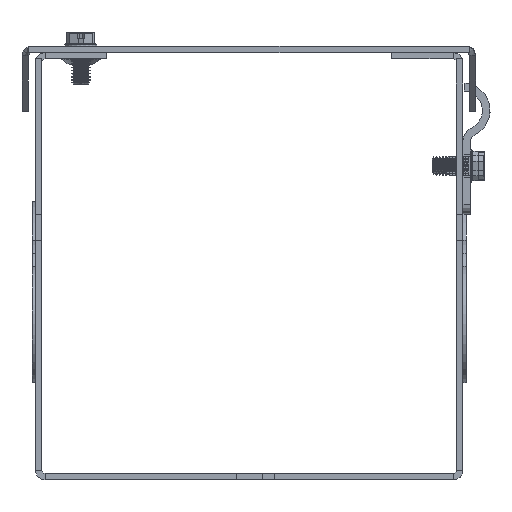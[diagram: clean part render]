
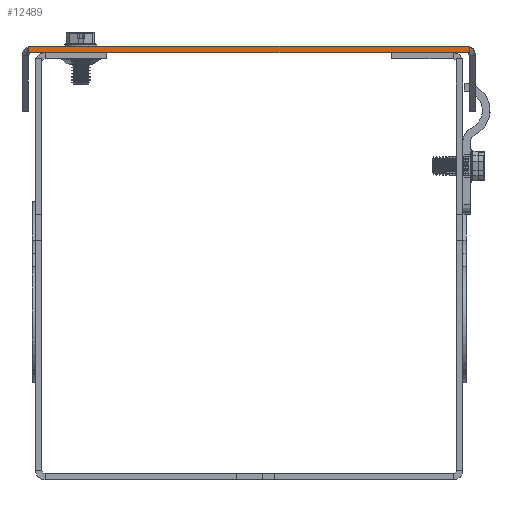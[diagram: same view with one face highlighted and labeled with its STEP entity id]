
A CAD part, left-side view. The second image highlights one B-rep face of the part: STEP entity #12489.
In plain terms, the highlighted face is planar.
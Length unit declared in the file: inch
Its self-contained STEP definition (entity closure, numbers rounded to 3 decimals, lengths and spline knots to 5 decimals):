
#1018=LINE('',#20933,#1739);
#1027=LINE('',#20951,#1748);
#1046=LINE('',#20990,#1767);
#1048=LINE('',#20995,#1769);
#1739=VECTOR('',#17026,4.255);
#1748=VECTOR('',#17043,4.255);
#1767=VECTOR('',#17086,0.0625);
#1769=VECTOR('',#17094,0.0625);
#2286=PLANE('',#13827);
#3643=FACE_OUTER_BOUND('',#4973,.T.);
#4973=EDGE_LOOP('',(#10621,#10622,#10623,#10624));
#6671=VERTEX_POINT('',#20930);
#6672=VERTEX_POINT('',#20932);
#6676=VERTEX_POINT('',#20948);
#6677=VERTEX_POINT('',#20950);
#7997=EDGE_CURVE('',#6672,#6671,#1018,.T.);
#8006=EDGE_CURVE('',#6677,#6676,#1027,.T.);
#8026=EDGE_CURVE('',#6677,#6671,#1046,.T.);
#8028=EDGE_CURVE('',#6676,#6672,#1048,.T.);
#10621=ORIENTED_EDGE('',*,*,#7997,.T.);
#10622=ORIENTED_EDGE('',*,*,#8026,.F.);
#10623=ORIENTED_EDGE('',*,*,#8006,.T.);
#10624=ORIENTED_EDGE('',*,*,#8028,.T.);
#12489=ADVANCED_FACE('',(#3643),#2286,.T.);
#13827=AXIS2_PLACEMENT_3D('',#20996,#17095,#17096);
#17026=DIRECTION('',(0.,-1.,0.));
#17043=DIRECTION('',(0.,1.,0.));
#17086=DIRECTION('',(0.,0.,1.));
#17094=DIRECTION('',(0.,0.,1.));
#17095=DIRECTION('center_axis',(1.,0.,0.));
#17096=DIRECTION('ref_axis',(0.,0.,-1.));
#20930=CARTESIAN_POINT('',(120.,0.,0.0625));
#20932=CARTESIAN_POINT('',(120.,4.255,0.0625));
#20933=CARTESIAN_POINT('',(120.,0.,0.0625));
#20948=CARTESIAN_POINT('',(120.,4.255,0.));
#20950=CARTESIAN_POINT('',(120.,0.,0.));
#20951=CARTESIAN_POINT('',(120.,0.,0.));
#20990=CARTESIAN_POINT('',(120.,0.,0.));
#20995=CARTESIAN_POINT('',(120.,4.255,0.));
#20996=CARTESIAN_POINT('Origin',(120.,4.255,0.));
